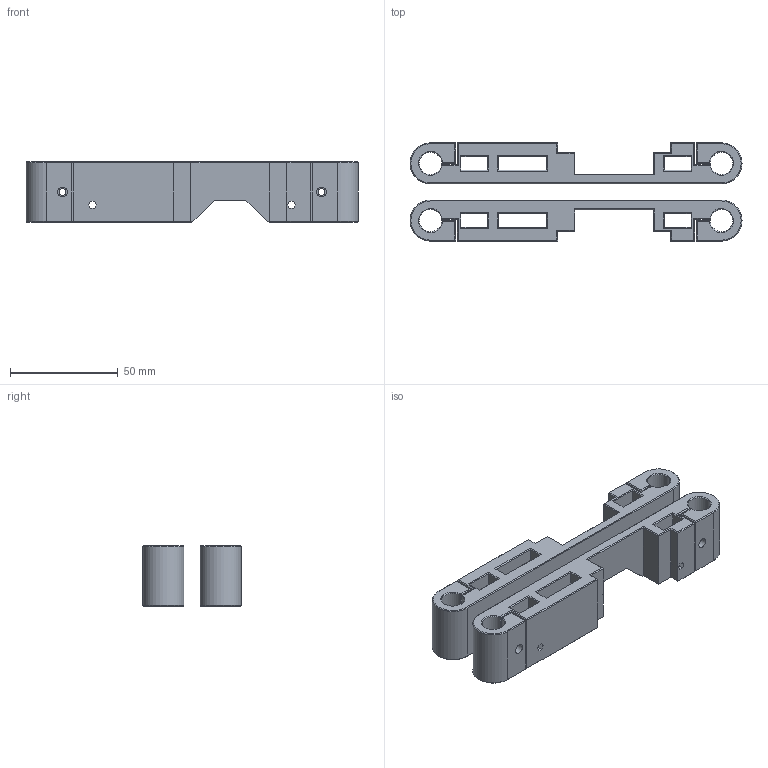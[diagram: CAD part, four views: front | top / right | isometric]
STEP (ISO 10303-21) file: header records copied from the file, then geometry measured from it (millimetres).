
FILE_DESCRIPTION(('FreeCAD Model'),'2;1');
FILE_NAME('Open CASCADE Shape Model','2024-02-23T22:22:41',(''),(''), 'Open CASCADE STEP processor 7.6','FreeCAD','Unknown');
FILE_SCHEMA(('AUTOMOTIVE_DESIGN { 1 0 10303 214 1 1 1 1 }'));
Length unit declared in the file: millimetre
Products named in the file (3): Bar_Ends_v0_4; Holder_A; Holder_B
Assembly tree (2 placements, depth 2):
  Bar_Ends_v0_4
    Holder_A
    Holder_B
Bounding box: 154 x 45.54 x 28 mm (x, y, z)
Volume: 92191.9 mm3; surface area: 41335.1 mm2
Topology: 2 solids, 2 shells, 496 faces, 1144 edges, 656 vertices
Faces by surface type: plane 312, bspline 108, cylinder 58, cone 18
Full cylindrical faces by diameter (mm): 2.52 x32, 3.2 x8, 4.5 x4, 5.5 x4
Entity records: 49411 total; most frequent: CARTESIAN_POINT 26893, DIRECTION 3837, LINE 2836, VECTOR 2836, ORIENTED_EDGE 2284, PCURVE 2284, DEFINITIONAL_REPRESENTATION 2284, EDGE_CURVE 1142
